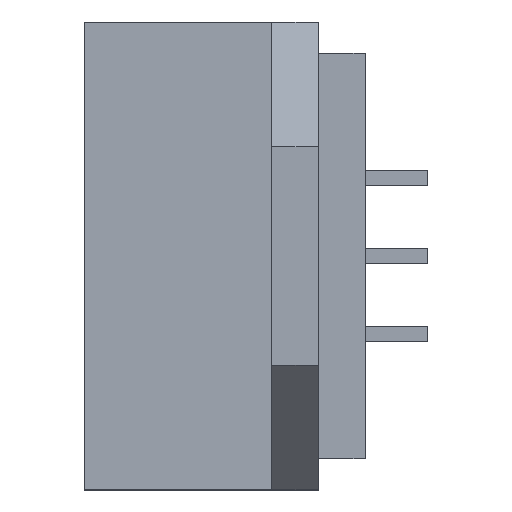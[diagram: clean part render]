
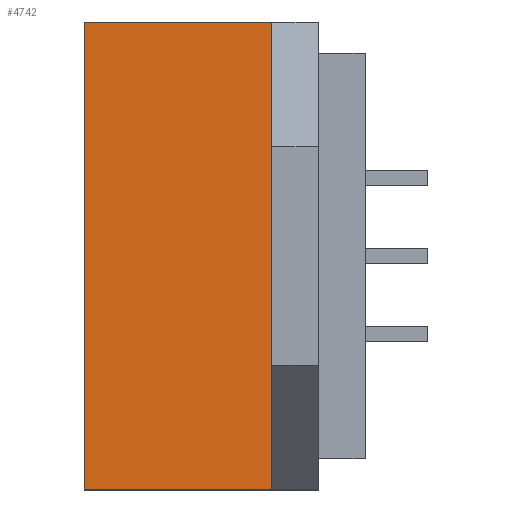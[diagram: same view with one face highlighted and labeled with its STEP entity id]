
A CAD part, left-side view. The second image highlights one B-rep face of the part: STEP entity #4742.
In plain terms, the highlighted planar face has unit normal (-1, 0, 0).
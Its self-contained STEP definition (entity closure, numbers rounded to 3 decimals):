
#107 = CARTESIAN_POINT ( 'NONE',  ( -16.8, 3., -7.5 ) ) ;
#426 = DIRECTION ( 'NONE',  ( 0., 0., 1. ) ) ;
#701 = VECTOR ( 'NONE', #4796, 1000. ) ;
#744 = EDGE_CURVE ( 'NONE', #5024, #6294, #2650, .T. ) ;
#868 = CARTESIAN_POINT ( 'NONE',  ( -16.8, 9., -7.5 ) ) ;
#956 = CARTESIAN_POINT ( 'NONE',  ( -16.8, 9., 7.5 ) ) ;
#1211 = EDGE_LOOP ( 'NONE', ( #3504, #5867, #3093, #1874 ) ) ;
#1249 = FACE_OUTER_BOUND ( 'NONE', #1211, .T. ) ;
#1251 = CARTESIAN_POINT ( 'NONE',  ( -16.8, 9., 7.5 ) ) ;
#1386 = VERTEX_POINT ( 'NONE', #956 ) ;
#1441 = DIRECTION ( 'NONE',  ( 0., 0., 1. ) ) ;
#1874 = ORIENTED_EDGE ( 'NONE', *, *, #5813, .T. ) ;
#1956 = PLANE ( 'NONE',  #2492 ) ;
#2017 = EDGE_CURVE ( 'NONE', #4376, #1386, #5034, .T. ) ;
#2050 = CARTESIAN_POINT ( 'NONE',  ( -16.8, 9., -7.5 ) ) ;
#2170 = CARTESIAN_POINT ( 'NONE',  ( -16.8, 9., -7.5 ) ) ;
#2490 = DIRECTION ( 'NONE',  ( 0., 0., -1. ) ) ;
#2492 = AXIS2_PLACEMENT_3D ( 'NONE', #868, #5403, #2490 ) ;
#2582 = CARTESIAN_POINT ( 'NONE',  ( -16.8, 3., 7.5 ) ) ;
#2650 = LINE ( 'NONE', #2873, #6323 ) ;
#2853 = EDGE_CURVE ( 'NONE', #1386, #6294, #4639, .T. ) ;
#2873 = CARTESIAN_POINT ( 'NONE',  ( -16.8, 3., -7.5 ) ) ;
#3093 = ORIENTED_EDGE ( 'NONE', *, *, #2017, .F. ) ;
#3504 = ORIENTED_EDGE ( 'NONE', *, *, #744, .T. ) ;
#3637 = VECTOR ( 'NONE', #426, 1000. ) ;
#4018 = LINE ( 'NONE', #2170, #4814 ) ;
#4376 = VERTEX_POINT ( 'NONE', #6071 ) ;
#4639 = LINE ( 'NONE', #1251, #701 ) ;
#4742 = ADVANCED_FACE ( 'NONE', ( #1249 ), #1956, .F. ) ;
#4796 = DIRECTION ( 'NONE',  ( 0., -1., 0. ) ) ;
#4814 = VECTOR ( 'NONE', #5589, 1000. ) ;
#5024 = VERTEX_POINT ( 'NONE', #107 ) ;
#5034 = LINE ( 'NONE', #2050, #3637 ) ;
#5403 = DIRECTION ( 'NONE',  ( 1., 0., 0. ) ) ;
#5589 = DIRECTION ( 'NONE',  ( 0., -1., 0. ) ) ;
#5813 = EDGE_CURVE ( 'NONE', #4376, #5024, #4018, .T. ) ;
#5867 = ORIENTED_EDGE ( 'NONE', *, *, #2853, .F. ) ;
#6071 = CARTESIAN_POINT ( 'NONE',  ( -16.8, 9., -7.5 ) ) ;
#6294 = VERTEX_POINT ( 'NONE', #2582 ) ;
#6323 = VECTOR ( 'NONE', #1441, 1000. ) ;
